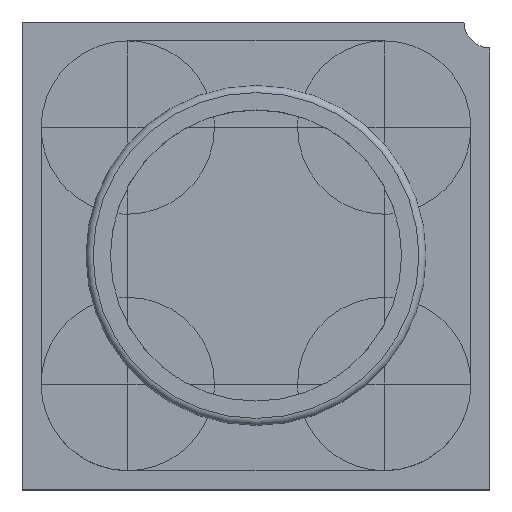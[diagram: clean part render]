
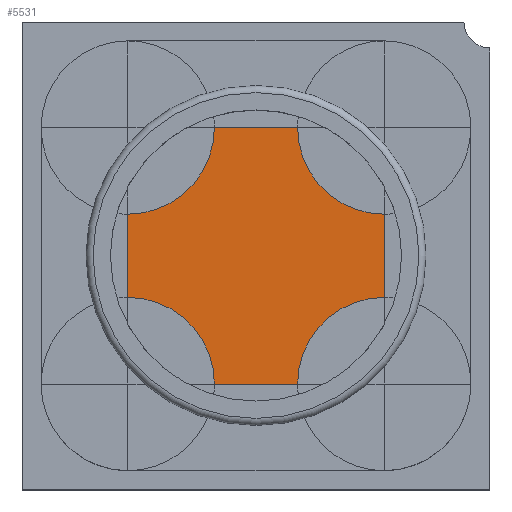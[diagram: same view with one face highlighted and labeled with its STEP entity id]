
A CAD part, top view. The second image highlights one B-rep face of the part: STEP entity #5531.
In plain terms, the highlighted planar face has unit normal (0, 0, 1).
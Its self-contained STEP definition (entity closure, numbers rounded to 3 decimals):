
#4445 = PLANE('',#4446);
#4446 = AXIS2_PLACEMENT_3D('',#4447,#4448,#4449);
#4447 = CARTESIAN_POINT('',(-1.24,-0.74,0.938));
#4448 = DIRECTION('',(0.,0.,1.));
#4449 = DIRECTION('',(1.,0.,0.));
#4503 = PLANE('',#4504);
#4504 = AXIS2_PLACEMENT_3D('',#4505,#4506,#4507);
#4505 = CARTESIAN_POINT('',(-0.74,-1.24,0.938));
#4506 = DIRECTION('',(0.,0.,1.));
#4507 = DIRECTION('',(1.,0.,0.));
#4561 = PLANE('',#4562);
#4562 = AXIS2_PLACEMENT_3D('',#4563,#4564,#4565);
#4563 = CARTESIAN_POINT('',(-0.74,-1.24,0.938));
#4564 = DIRECTION('',(0.,0.,1.));
#4565 = DIRECTION('',(1.,0.,0.));
#4619 = PLANE('',#4620);
#4620 = AXIS2_PLACEMENT_3D('',#4621,#4622,#4623);
#4621 = CARTESIAN_POINT('',(-0.74,-1.24,0.938));
#4622 = DIRECTION('',(0.,0.,1.));
#4623 = DIRECTION('',(1.,0.,0.));
#4677 = PLANE('',#4678);
#4678 = AXIS2_PLACEMENT_3D('',#4679,#4680,#4681);
#4679 = CARTESIAN_POINT('',(-1.24,-0.74,0.938));
#4680 = DIRECTION('',(0.,0.,1.));
#4681 = DIRECTION('',(1.,0.,0.));
#4735 = PLANE('',#4736);
#4736 = AXIS2_PLACEMENT_3D('',#4737,#4738,#4739);
#4737 = CARTESIAN_POINT('',(-0.74,-1.24,0.938));
#4738 = DIRECTION('',(0.,0.,1.));
#4739 = DIRECTION('',(1.,0.,0.));
#4793 = PLANE('',#4794);
#4794 = AXIS2_PLACEMENT_3D('',#4795,#4796,#4797);
#4795 = CARTESIAN_POINT('',(-0.74,-1.24,0.938));
#4796 = DIRECTION('',(0.,0.,1.));
#4797 = DIRECTION('',(1.,0.,0.));
#4851 = PLANE('',#4852);
#4852 = AXIS2_PLACEMENT_3D('',#4853,#4854,#4855);
#4853 = CARTESIAN_POINT('',(-0.74,-1.24,0.938));
#4854 = DIRECTION('',(0.,0.,1.));
#4855 = DIRECTION('',(1.,0.,0.));
#4918 = VERTEX_POINT('',#4919);
#4919 = CARTESIAN_POINT('',(0.74,0.24,0.938));
#4941 = EDGE_CURVE('',#4942,#4918,#4944,.T.);
#4942 = VERTEX_POINT('',#4943);
#4943 = CARTESIAN_POINT('',(0.74,-0.24,0.938));
#4944 = SURFACE_CURVE('',#4945,(#4949,#4956),.PCURVE_S1.);
#4945 = LINE('',#4946,#4947);
#4946 = CARTESIAN_POINT('',(0.74,-1.24,0.938));
#4947 = VECTOR('',#4948,1.);
#4948 = DIRECTION('',(0.,1.,0.));
#4949 = PCURVE('',#4445,#4950);
#4950 = DEFINITIONAL_REPRESENTATION('',(#4951),#4955);
#4951 = LINE('',#4952,#4953);
#4952 = CARTESIAN_POINT('',(1.98,-0.5));
#4953 = VECTOR('',#4954,1.);
#4954 = DIRECTION('',(0.,1.));
#4955 = ( GEOMETRIC_REPRESENTATION_CONTEXT(2) 
PARAMETRIC_REPRESENTATION_CONTEXT() REPRESENTATION_CONTEXT('2D SPACE',''
  ) );
#4956 = PCURVE('',#4957,#4962);
#4957 = PLANE('',#4958);
#4958 = AXIS2_PLACEMENT_3D('',#4959,#4960,#4961);
#4959 = CARTESIAN_POINT('',(-0.74,-1.24,0.938));
#4960 = DIRECTION('',(0.,0.,1.));
#4961 = DIRECTION('',(1.,0.,0.));
#4962 = DEFINITIONAL_REPRESENTATION('',(#4963),#4967);
#4963 = LINE('',#4964,#4965);
#4964 = CARTESIAN_POINT('',(1.48,0.));
#4965 = VECTOR('',#4966,1.);
#4966 = DIRECTION('',(0.,1.));
#4967 = ( GEOMETRIC_REPRESENTATION_CONTEXT(2) 
PARAMETRIC_REPRESENTATION_CONTEXT() REPRESENTATION_CONTEXT('2D SPACE',''
  ) );
#5022 = EDGE_CURVE('',#4942,#5023,#5025,.T.);
#5023 = VERTEX_POINT('',#5024);
#5024 = CARTESIAN_POINT('',(0.24,-0.74,0.938));
#5025 = SURFACE_CURVE('',#5026,(#5031,#5038),.PCURVE_S1.);
#5026 = CIRCLE('',#5027,0.5);
#5027 = AXIS2_PLACEMENT_3D('',#5028,#5029,#5030);
#5028 = CARTESIAN_POINT('',(0.74,-0.74,0.938));
#5029 = DIRECTION('',(0.,0.,1.));
#5030 = DIRECTION('',(1.,0.,0.));
#5031 = PCURVE('',#4851,#5032);
#5032 = DEFINITIONAL_REPRESENTATION('',(#5033),#5037);
#5033 = CIRCLE('',#5034,0.5);
#5034 = AXIS2_PLACEMENT_2D('',#5035,#5036);
#5035 = CARTESIAN_POINT('',(1.48,0.5));
#5036 = DIRECTION('',(1.,0.));
#5037 = ( GEOMETRIC_REPRESENTATION_CONTEXT(2) 
PARAMETRIC_REPRESENTATION_CONTEXT() REPRESENTATION_CONTEXT('2D SPACE',''
  ) );
#5038 = PCURVE('',#4957,#5039);
#5039 = DEFINITIONAL_REPRESENTATION('',(#5040),#5044);
#5040 = CIRCLE('',#5041,0.5);
#5041 = AXIS2_PLACEMENT_2D('',#5042,#5043);
#5042 = CARTESIAN_POINT('',(1.48,0.5));
#5043 = DIRECTION('',(1.,0.));
#5044 = ( GEOMETRIC_REPRESENTATION_CONTEXT(2) 
PARAMETRIC_REPRESENTATION_CONTEXT() REPRESENTATION_CONTEXT('2D SPACE',''
  ) );
#5100 = VERTEX_POINT('',#5101);
#5101 = CARTESIAN_POINT('',(-0.24,-0.74,0.938));
#5125 = EDGE_CURVE('',#5100,#5023,#5126,.T.);
#5126 = SURFACE_CURVE('',#5127,(#5131,#5138),.PCURVE_S1.);
#5127 = LINE('',#5128,#5129);
#5128 = CARTESIAN_POINT('',(-1.24,-0.74,0.938));
#5129 = VECTOR('',#5130,1.);
#5130 = DIRECTION('',(1.,0.,0.));
#5131 = PCURVE('',#4793,#5132);
#5132 = DEFINITIONAL_REPRESENTATION('',(#5133),#5137);
#5133 = LINE('',#5134,#5135);
#5134 = CARTESIAN_POINT('',(-0.5,0.5));
#5135 = VECTOR('',#5136,1.);
#5136 = DIRECTION('',(1.,0.));
#5137 = ( GEOMETRIC_REPRESENTATION_CONTEXT(2) 
PARAMETRIC_REPRESENTATION_CONTEXT() REPRESENTATION_CONTEXT('2D SPACE',''
  ) );
#5138 = PCURVE('',#4957,#5139);
#5139 = DEFINITIONAL_REPRESENTATION('',(#5140),#5144);
#5140 = LINE('',#5141,#5142);
#5141 = CARTESIAN_POINT('',(-0.5,0.5));
#5142 = VECTOR('',#5143,1.);
#5143 = DIRECTION('',(1.,0.));
#5144 = ( GEOMETRIC_REPRESENTATION_CONTEXT(2) 
PARAMETRIC_REPRESENTATION_CONTEXT() REPRESENTATION_CONTEXT('2D SPACE',''
  ) );
#5176 = VERTEX_POINT('',#5177);
#5177 = CARTESIAN_POINT('',(-0.74,-0.24,0.938));
#5200 = EDGE_CURVE('',#5100,#5176,#5201,.T.);
#5201 = SURFACE_CURVE('',#5202,(#5207,#5214),.PCURVE_S1.);
#5202 = CIRCLE('',#5203,0.5);
#5203 = AXIS2_PLACEMENT_3D('',#5204,#5205,#5206);
#5204 = CARTESIAN_POINT('',(-0.74,-0.74,0.938));
#5205 = DIRECTION('',(0.,0.,1.));
#5206 = DIRECTION('',(1.,0.,0.));
#5207 = PCURVE('',#4735,#5208);
#5208 = DEFINITIONAL_REPRESENTATION('',(#5209),#5213);
#5209 = CIRCLE('',#5210,0.5);
#5210 = AXIS2_PLACEMENT_2D('',#5211,#5212);
#5211 = CARTESIAN_POINT('',(0.,0.5));
#5212 = DIRECTION('',(1.,0.));
#5213 = ( GEOMETRIC_REPRESENTATION_CONTEXT(2) 
PARAMETRIC_REPRESENTATION_CONTEXT() REPRESENTATION_CONTEXT('2D SPACE',''
  ) );
#5214 = PCURVE('',#4957,#5215);
#5215 = DEFINITIONAL_REPRESENTATION('',(#5216),#5220);
#5216 = CIRCLE('',#5217,0.5);
#5217 = AXIS2_PLACEMENT_2D('',#5218,#5219);
#5218 = CARTESIAN_POINT('',(0.,0.5));
#5219 = DIRECTION('',(1.,0.));
#5220 = ( GEOMETRIC_REPRESENTATION_CONTEXT(2) 
PARAMETRIC_REPRESENTATION_CONTEXT() REPRESENTATION_CONTEXT('2D SPACE',''
  ) );
#5253 = VERTEX_POINT('',#5254);
#5254 = CARTESIAN_POINT('',(-0.74,0.24,0.938));
#5278 = EDGE_CURVE('',#5176,#5253,#5279,.T.);
#5279 = SURFACE_CURVE('',#5280,(#5284,#5291),.PCURVE_S1.);
#5280 = LINE('',#5281,#5282);
#5281 = CARTESIAN_POINT('',(-0.74,-1.24,0.938));
#5282 = VECTOR('',#5283,1.);
#5283 = DIRECTION('',(0.,1.,0.));
#5284 = PCURVE('',#4677,#5285);
#5285 = DEFINITIONAL_REPRESENTATION('',(#5286),#5290);
#5286 = LINE('',#5287,#5288);
#5287 = CARTESIAN_POINT('',(0.5,-0.5));
#5288 = VECTOR('',#5289,1.);
#5289 = DIRECTION('',(0.,1.));
#5290 = ( GEOMETRIC_REPRESENTATION_CONTEXT(2) 
PARAMETRIC_REPRESENTATION_CONTEXT() REPRESENTATION_CONTEXT('2D SPACE',''
  ) );
#5291 = PCURVE('',#4957,#5292);
#5292 = DEFINITIONAL_REPRESENTATION('',(#5293),#5297);
#5293 = LINE('',#5294,#5295);
#5294 = CARTESIAN_POINT('',(0.,0.));
#5295 = VECTOR('',#5296,1.);
#5296 = DIRECTION('',(0.,1.));
#5297 = ( GEOMETRIC_REPRESENTATION_CONTEXT(2) 
PARAMETRIC_REPRESENTATION_CONTEXT() REPRESENTATION_CONTEXT('2D SPACE',''
  ) );
#5329 = EDGE_CURVE('',#5253,#5330,#5332,.T.);
#5330 = VERTEX_POINT('',#5331);
#5331 = CARTESIAN_POINT('',(-0.24,0.74,0.938));
#5332 = SURFACE_CURVE('',#5333,(#5338,#5345),.PCURVE_S1.);
#5333 = CIRCLE('',#5334,0.5);
#5334 = AXIS2_PLACEMENT_3D('',#5335,#5336,#5337);
#5335 = CARTESIAN_POINT('',(-0.74,0.74,0.938));
#5336 = DIRECTION('',(0.,0.,1.));
#5337 = DIRECTION('',(1.,0.,0.));
#5338 = PCURVE('',#4619,#5339);
#5339 = DEFINITIONAL_REPRESENTATION('',(#5340),#5344);
#5340 = CIRCLE('',#5341,0.5);
#5341 = AXIS2_PLACEMENT_2D('',#5342,#5343);
#5342 = CARTESIAN_POINT('',(0.,1.98));
#5343 = DIRECTION('',(1.,0.));
#5344 = ( GEOMETRIC_REPRESENTATION_CONTEXT(2) 
PARAMETRIC_REPRESENTATION_CONTEXT() REPRESENTATION_CONTEXT('2D SPACE',''
  ) );
#5345 = PCURVE('',#4957,#5346);
#5346 = DEFINITIONAL_REPRESENTATION('',(#5347),#5351);
#5347 = CIRCLE('',#5348,0.5);
#5348 = AXIS2_PLACEMENT_2D('',#5349,#5350);
#5349 = CARTESIAN_POINT('',(0.,1.98));
#5350 = DIRECTION('',(1.,0.));
#5351 = ( GEOMETRIC_REPRESENTATION_CONTEXT(2) 
PARAMETRIC_REPRESENTATION_CONTEXT() REPRESENTATION_CONTEXT('2D SPACE',''
  ) );
#5406 = EDGE_CURVE('',#5330,#5407,#5409,.T.);
#5407 = VERTEX_POINT('',#5408);
#5408 = CARTESIAN_POINT('',(0.24,0.74,0.938));
#5409 = SURFACE_CURVE('',#5410,(#5414,#5421),.PCURVE_S1.);
#5410 = LINE('',#5411,#5412);
#5411 = CARTESIAN_POINT('',(-1.24,0.74,0.938));
#5412 = VECTOR('',#5413,1.);
#5413 = DIRECTION('',(1.,0.,0.));
#5414 = PCURVE('',#4561,#5415);
#5415 = DEFINITIONAL_REPRESENTATION('',(#5416),#5420);
#5416 = LINE('',#5417,#5418);
#5417 = CARTESIAN_POINT('',(-0.5,1.98));
#5418 = VECTOR('',#5419,1.);
#5419 = DIRECTION('',(1.,0.));
#5420 = ( GEOMETRIC_REPRESENTATION_CONTEXT(2) 
PARAMETRIC_REPRESENTATION_CONTEXT() REPRESENTATION_CONTEXT('2D SPACE',''
  ) );
#5421 = PCURVE('',#4957,#5422);
#5422 = DEFINITIONAL_REPRESENTATION('',(#5423),#5427);
#5423 = LINE('',#5424,#5425);
#5424 = CARTESIAN_POINT('',(-0.5,1.98));
#5425 = VECTOR('',#5426,1.);
#5426 = DIRECTION('',(1.,0.));
#5427 = ( GEOMETRIC_REPRESENTATION_CONTEXT(2) 
PARAMETRIC_REPRESENTATION_CONTEXT() REPRESENTATION_CONTEXT('2D SPACE',''
  ) );
#5482 = EDGE_CURVE('',#5407,#4918,#5483,.T.);
#5483 = SURFACE_CURVE('',#5484,(#5489,#5496),.PCURVE_S1.);
#5484 = CIRCLE('',#5485,0.5);
#5485 = AXIS2_PLACEMENT_3D('',#5486,#5487,#5488);
#5486 = CARTESIAN_POINT('',(0.74,0.74,0.938));
#5487 = DIRECTION('',(0.,0.,1.));
#5488 = DIRECTION('',(1.,0.,0.));
#5489 = PCURVE('',#4503,#5490);
#5490 = DEFINITIONAL_REPRESENTATION('',(#5491),#5495);
#5491 = CIRCLE('',#5492,0.5);
#5492 = AXIS2_PLACEMENT_2D('',#5493,#5494);
#5493 = CARTESIAN_POINT('',(1.48,1.98));
#5494 = DIRECTION('',(1.,0.));
#5495 = ( GEOMETRIC_REPRESENTATION_CONTEXT(2) 
PARAMETRIC_REPRESENTATION_CONTEXT() REPRESENTATION_CONTEXT('2D SPACE',''
  ) );
#5496 = PCURVE('',#4957,#5497);
#5497 = DEFINITIONAL_REPRESENTATION('',(#5498),#5502);
#5498 = CIRCLE('',#5499,0.5);
#5499 = AXIS2_PLACEMENT_2D('',#5500,#5501);
#5500 = CARTESIAN_POINT('',(1.48,1.98));
#5501 = DIRECTION('',(1.,0.));
#5502 = ( GEOMETRIC_REPRESENTATION_CONTEXT(2) 
PARAMETRIC_REPRESENTATION_CONTEXT() REPRESENTATION_CONTEXT('2D SPACE',''
  ) );
#5531 = ADVANCED_FACE('',(#5532),#4957,.T.);
#5532 = FACE_BOUND('',#5533,.T.);
#5533 = EDGE_LOOP('',(#5534,#5535,#5536,#5537,#5538,#5539,#5540,#5541));
#5534 = ORIENTED_EDGE('',*,*,#5200,.F.);
#5535 = ORIENTED_EDGE('',*,*,#5125,.T.);
#5536 = ORIENTED_EDGE('',*,*,#5022,.F.);
#5537 = ORIENTED_EDGE('',*,*,#4941,.T.);
#5538 = ORIENTED_EDGE('',*,*,#5482,.F.);
#5539 = ORIENTED_EDGE('',*,*,#5406,.F.);
#5540 = ORIENTED_EDGE('',*,*,#5329,.F.);
#5541 = ORIENTED_EDGE('',*,*,#5278,.F.);
